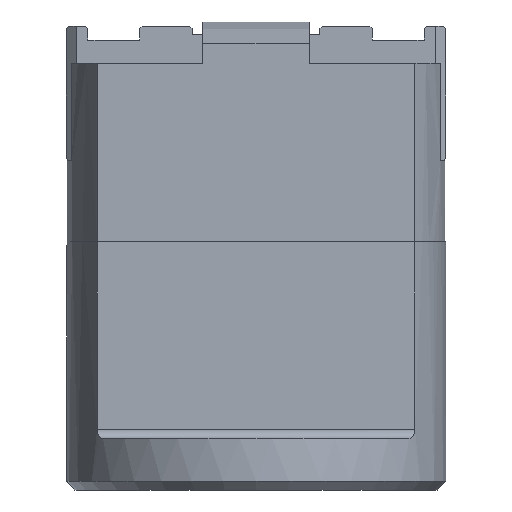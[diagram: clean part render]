
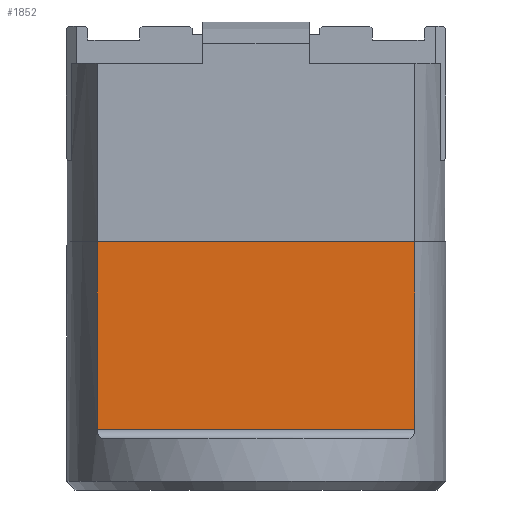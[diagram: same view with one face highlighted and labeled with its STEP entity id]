
A CAD part, front view. The second image highlights one B-rep face of the part: STEP entity #1852.
In plain terms, the highlighted planar face has unit normal (0, -1, 0).
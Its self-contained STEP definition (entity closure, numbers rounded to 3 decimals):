
#136=ORIENTED_EDGE('',*,*,#515,.T.);
#137=ORIENTED_EDGE('',*,*,#528,.T.);
#138=ORIENTED_EDGE('',*,*,#519,.T.);
#139=ORIENTED_EDGE('',*,*,#529,.F.);
#515=EDGE_CURVE('',#713,#712,#849,.T.);
#519=EDGE_CURVE('',#717,#716,#850,.F.);
#528=EDGE_CURVE('',#712,#717,#854,.T.);
#529=EDGE_CURVE('',#713,#716,#855,.T.);
#712=VERTEX_POINT('',#2521);
#713=VERTEX_POINT('',#2523);
#716=VERTEX_POINT('',#2537);
#717=VERTEX_POINT('',#2539);
#849=LINE('',#2522,#1005);
#850=LINE('',#2538,#1006);
#854=LINE('',#2563,#1010);
#855=LINE('',#2564,#1011);
#1005=VECTOR('',#2104,1000.);
#1006=VECTOR('',#2107,1000.);
#1010=VECTOR('',#2121,1000.);
#1011=VECTOR('',#2122,1000.);
#1155=EDGE_LOOP('',(#136,#137,#138,#139));
#1271=FACE_BOUND('',#1155,.T.);
#1388=PLANE('',#1958);
#1852=ADVANCED_FACE('',(#1271),#1388,.T.);
#1958=AXIS2_PLACEMENT_3D('',#2562,#2119,#2120);
#2104=DIRECTION('',(0.,0.,1.));
#2107=DIRECTION('',(0.,0.,1.));
#2119=DIRECTION('',(0.,-1.,0.));
#2120=DIRECTION('',(0.,0.,-1.));
#2121=DIRECTION('',(-1.,0.,0.));
#2122=DIRECTION('',(-1.,0.,0.));
#2521=CARTESIAN_POINT('',(9.22,-6.,14.4));
#2522=CARTESIAN_POINT('',(9.22,-6.,24.752));
#2523=CARTESIAN_POINT('',(9.22,-6.,3.5));
#2537=CARTESIAN_POINT('',(-9.22,-6.,3.5));
#2538=CARTESIAN_POINT('',(-9.22,-6.,24.752));
#2539=CARTESIAN_POINT('',(-9.22,-6.,14.4));
#2562=CARTESIAN_POINT('',(22.,-6.,3.5));
#2563=CARTESIAN_POINT('',(22.,-6.,14.4));
#2564=CARTESIAN_POINT('',(22.,-6.,3.5));
